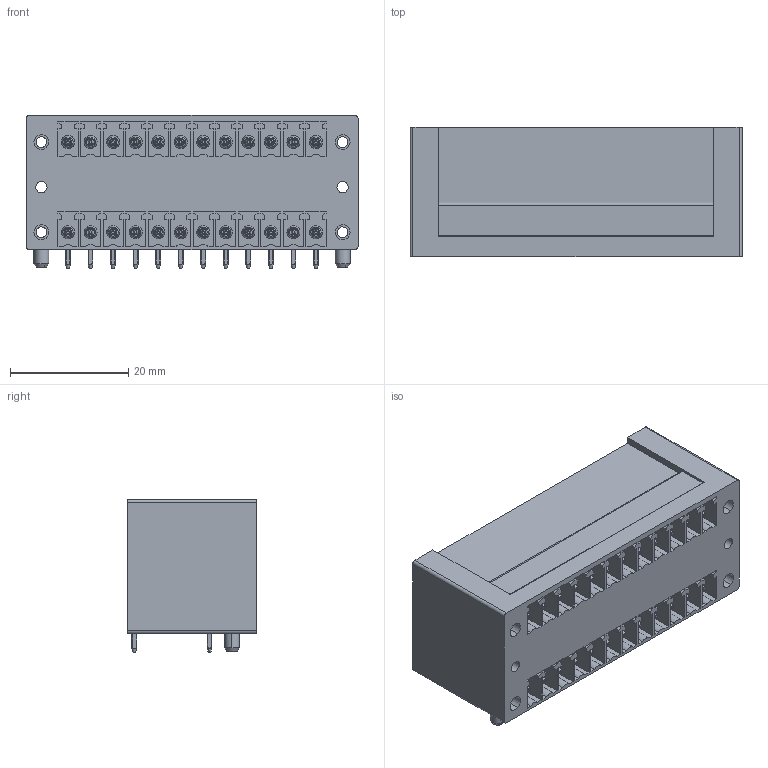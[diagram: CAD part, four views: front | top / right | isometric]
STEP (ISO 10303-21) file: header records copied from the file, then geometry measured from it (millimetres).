
FILE_DESCRIPTION(('CATIA V5 STEP Exchange','CAx-IF Rec.Pracs.--- Model Styling and Organization---1.2---2011-12-15'),'2;1');
FILE_NAME ('D1460816_0_1973680000_1973680000.stp','2018-09-29T07:52:59+00:00',('none'),('Weidmueller'),'CATIA Version 5-6 Release 2014','CATIA V5 STEP AP214','none');
FILE_SCHEMA(('AUTOMOTIVE_DESIGN { 1 0 10303 214 1 1 1 1 }'));
Length unit declared in the file: millimetre
Products named in the file (1): 1973680000
Bounding box: 56.11 x 21.9 x 25.9 mm (x, y, z)
Volume: 23898.9 mm3; surface area: 13565.7 mm2
Topology: 27 solids, 27 shells, 1590 faces, 4332 edges, 2848 vertices
Faces by surface type: plane 1004, cylinder 390, cone 148, torus 48
Entity records: 48285 total; most frequent: CARTESIAN_POINT 13249, ORIENTED_EDGE 8664, DIRECTION 4876, EDGE_CURVE 4332, VECTOR 2968, LINE 2968, VERTEX_POINT 2848, EDGE_LOOP 1702
